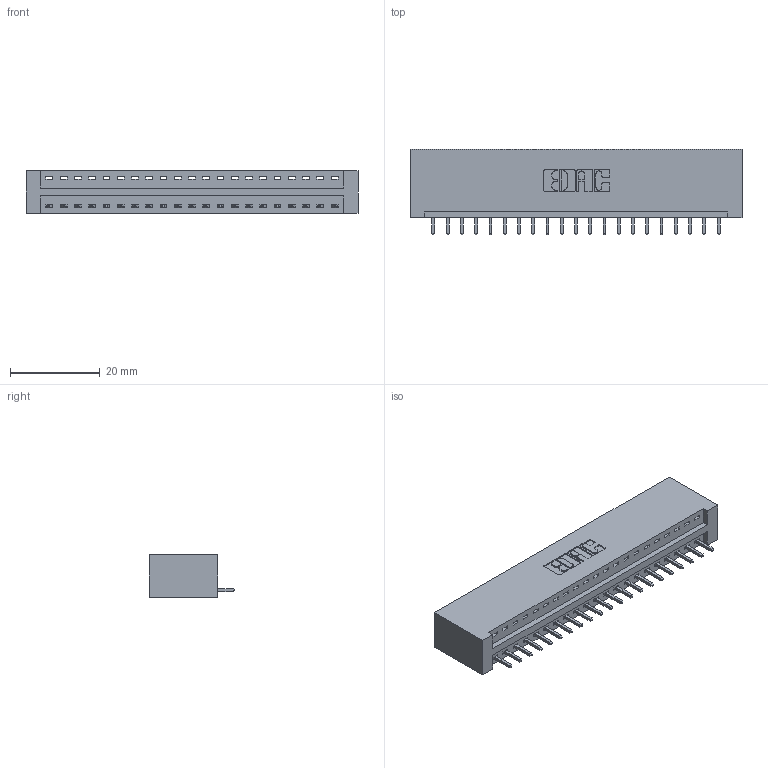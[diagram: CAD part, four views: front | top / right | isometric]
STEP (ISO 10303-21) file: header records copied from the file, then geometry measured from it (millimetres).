
FILE_DESCRIPTION (( 'STEP AP203' ), '1' );
FILE_NAME ('396-021-521-101.STEP', '2019-10-27T03:52:18', ( '' ), ( '' ), 'SwSTEP 2.0', 'SolidWorks 2016', '' );
FILE_SCHEMA (( 'CONFIG_CONTROL_DESIGN' ));
Length unit declared in the file: inch
Products named in the file (3): 345-292-001_345-293-121; 346 Part_No Mounting Lugs; 396-021-521-101
Assembly tree (22 placements, depth 2):
  396-021-521-101
    346 Part_No Mounting Lugs
    345-292-001_345-293-121  x21
Bounding box: 73.91 x 19.05 x 9.4 mm (x, y, z)
Volume: 7420.2 mm3; surface area: 8885.1 mm2
Topology: 22 solids, 22 shells, 1332 faces, 4001 edges, 2638 vertices
Faces by surface type: plane 912, cylinder 420
Entity records: 15601 total; most frequent: CARTESIAN_POINT 2687, ORIENTED_EDGE 2642, DIRECTION 2391, EDGE_CURVE 1321, VECTOR 1113, LINE 1113, VERTEX_POINT 878, AXIS2_PLACEMENT_3D 639
